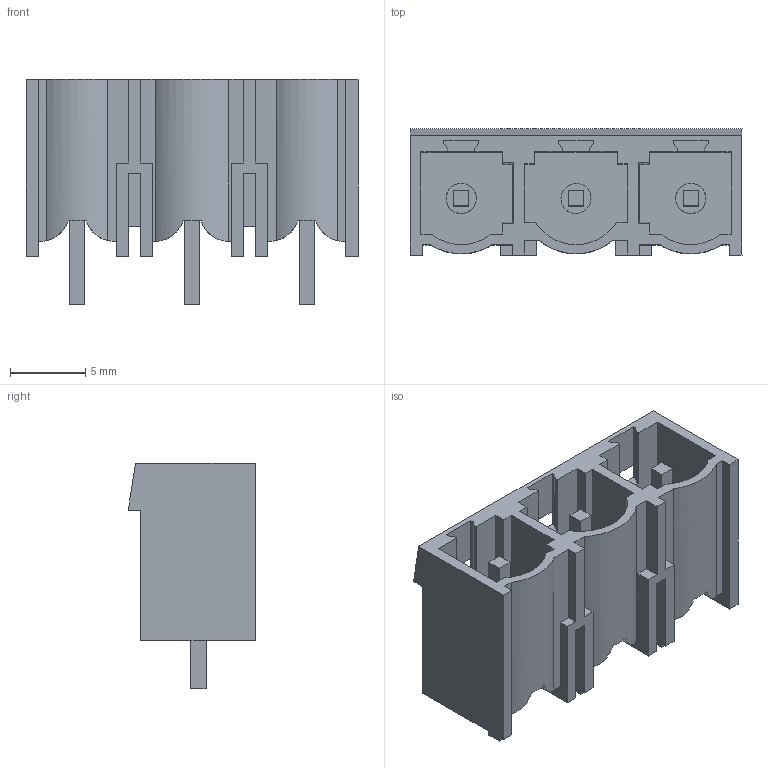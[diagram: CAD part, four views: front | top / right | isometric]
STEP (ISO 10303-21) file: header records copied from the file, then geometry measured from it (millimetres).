
FILE_DESCRIPTION(('CATIA V5 STEP Exchange','CAx-IF Rec.Pracs.--- Model Styling and Organization---1.4--- 2014-01-23'),'2;1');
FILE_NAME ('D1448643_3_1122570000_1122570000.stp','2022-08-11T07:26:52+00:00',('none'),('Weidmueller'),'CATIA Version 5-6 Release 2016 SP3 HF44','CATIA V5 STEP AP214','none');
FILE_SCHEMA(('AUTOMOTIVE_DESIGN { 1 0 10303 214 1 1 1 1 }'));
Length unit declared in the file: millimetre
Products named in the file (1): 1122570000
Bounding box: 22.04 x 8.4 x 14.95 mm (x, y, z)
Volume: 802.5 mm3; surface area: 2195.7 mm2
Topology: 4 solids, 10 shells, 216 faces, 590 edges, 394 vertices
Faces by surface type: plane 165, cylinder 43, cone 4, bspline 4
Entity records: 7017 total; most frequent: CARTESIAN_POINT 1703, ORIENTED_EDGE 1180, DIRECTION 914, EDGE_CURVE 590, VECTOR 472, LINE 472, VERTEX_POINT 394, AXIS2_PLACEMENT_3D 255
